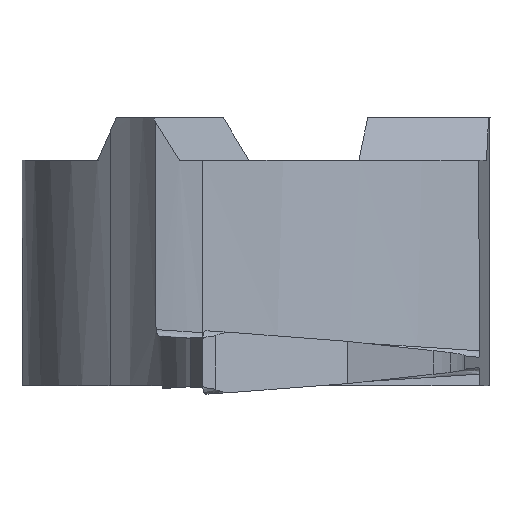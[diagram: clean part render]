
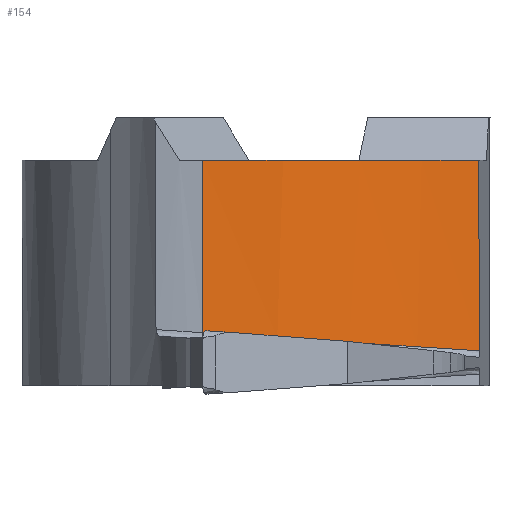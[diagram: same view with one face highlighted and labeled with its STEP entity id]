
A CAD part, left-side view. The second image highlights one B-rep face of the part: STEP entity #154.
In plain terms, the highlighted free-form (B-spline) face has degree [1, 3] with [2, 4] control points.
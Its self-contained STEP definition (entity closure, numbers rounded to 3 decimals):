
#48=(
BOUNDED_SURFACE()
B_SPLINE_SURFACE(1,3,((#1954,#1955,#1956,#1957),(#1958,#1959,#1960,#1961)),
 .UNSPECIFIED.,.F.,.F.,.F.)
B_SPLINE_SURFACE_WITH_KNOTS((2,2),(4,4),(0.,1.),(0.,1.),.UNSPECIFIED.)
GEOMETRIC_REPRESENTATION_ITEM()
RATIONAL_B_SPLINE_SURFACE(((1.,0.969,0.969,1.),(1.,
0.969,0.969,1.)))
REPRESENTATION_ITEM('')
SURFACE()
);
#154=ADVANCED_FACE('',(#212),#48,.F.);
#212=FACE_OUTER_BOUND('',#270,.T.);
#270=EDGE_LOOP('',(#599,#600,#601,#602));
#324=LINE('',#1953,#370);
#370=VECTOR('',#1358,1.);
#599=ORIENTED_EDGE('',*,*,#873,.T.);
#600=ORIENTED_EDGE('',*,*,#835,.F.);
#601=ORIENTED_EDGE('',*,*,#900,.T.);
#602=ORIENTED_EDGE('',*,*,#898,.F.);
#727=VERTEX_POINT('',#1627);
#728=VERTEX_POINT('',#1632);
#750=VERTEX_POINT('',#1760);
#760=VERTEX_POINT('',#1935);
#835=EDGE_CURVE('',#727,#728,#996,.T.);
#873=EDGE_CURVE('',#750,#728,#1001,.T.);
#898=EDGE_CURVE('',#750,#760,#978,.T.);
#900=EDGE_CURVE('',#727,#760,#324,.T.);
#978=CIRCLE('',#1141,11.556);
#996=B_SPLINE_CURVE_WITH_KNOTS('',3,(#1628,#1629,#1630,#1631),
 .UNSPECIFIED.,.F.,.F.,(4,4),(0.,1.),.UNSPECIFIED.);
#1001=B_SPLINE_CURVE_WITH_KNOTS('',3,(#1748,#1749,#1750,#1751,#1752,#1753,
#1754,#1755,#1756,#1757,#1758,#1759),.UNSPECIFIED.,.F.,.F.,(4,2,2,2,2,4),
(0.,0.306,0.459,0.612,0.918,
1.),.UNSPECIFIED.);
#1141=AXIS2_PLACEMENT_3D('',#1934,#1354,#1355);
#1354=DIRECTION('',(0.,0.065,-0.998));
#1355=DIRECTION('',(0.,0.998,0.065));
#1358=DIRECTION('',(0.,0.,-1.));
#1627=CARTESIAN_POINT('',(-5.55,1.25,-0.1));
#1628=CARTESIAN_POINT('',(-5.55,1.25,-0.1));
#1629=CARTESIAN_POINT('',(-5.472,-1.08,-0.1));
#1630=CARTESIAN_POINT('',(-4.682,-3.355,-0.1));
#1631=CARTESIAN_POINT('',(-3.299,-5.232,-0.1));
#1632=CARTESIAN_POINT('',(-3.299,-5.232,-0.1));
#1748=CARTESIAN_POINT('',(-3.077,-5.252,-4.576));
#1749=CARTESIAN_POINT('',(-3.1,-5.25,-4.12));
#1750=CARTESIAN_POINT('',(-3.123,-5.248,-3.663));
#1751=CARTESIAN_POINT('',(-3.157,-5.245,-2.979));
#1752=CARTESIAN_POINT('',(-3.168,-5.244,-2.751));
#1753=CARTESIAN_POINT('',(-3.191,-5.242,-2.294));
#1754=CARTESIAN_POINT('',(-3.202,-5.241,-2.066));
#1755=CARTESIAN_POINT('',(-3.236,-5.238,-1.382));
#1756=CARTESIAN_POINT('',(-3.259,-5.236,-0.925));
#1757=CARTESIAN_POINT('',(-3.287,-5.233,-0.346));
#1758=CARTESIAN_POINT('',(-3.293,-5.233,-0.223));
#1759=CARTESIAN_POINT('',(-3.299,-5.232,-0.1));
#1760=CARTESIAN_POINT('',(-3.077,-5.252,-4.576));
#1934=CARTESIAN_POINT('',(5.988,1.901,-4.107));
#1935=CARTESIAN_POINT('',(-5.55,1.25,-4.15));
#1953=CARTESIAN_POINT('',(-5.55,1.25,-4.15));
#1954=CARTESIAN_POINT('',(-3.221,-5.339,-0.08));
#1955=CARTESIAN_POINT('',(-4.674,-3.421,0.046));
#1956=CARTESIAN_POINT('',(-5.475,-1.153,0.194));
#1957=CARTESIAN_POINT('',(-5.55,1.25,0.352));
#1958=CARTESIAN_POINT('',(-3.05,-5.285,-4.578));
#1959=CARTESIAN_POINT('',(-4.554,-3.402,-4.455));
#1960=CARTESIAN_POINT('',(-5.414,-1.153,-4.308));
#1961=CARTESIAN_POINT('',(-5.55,1.25,-4.15));
